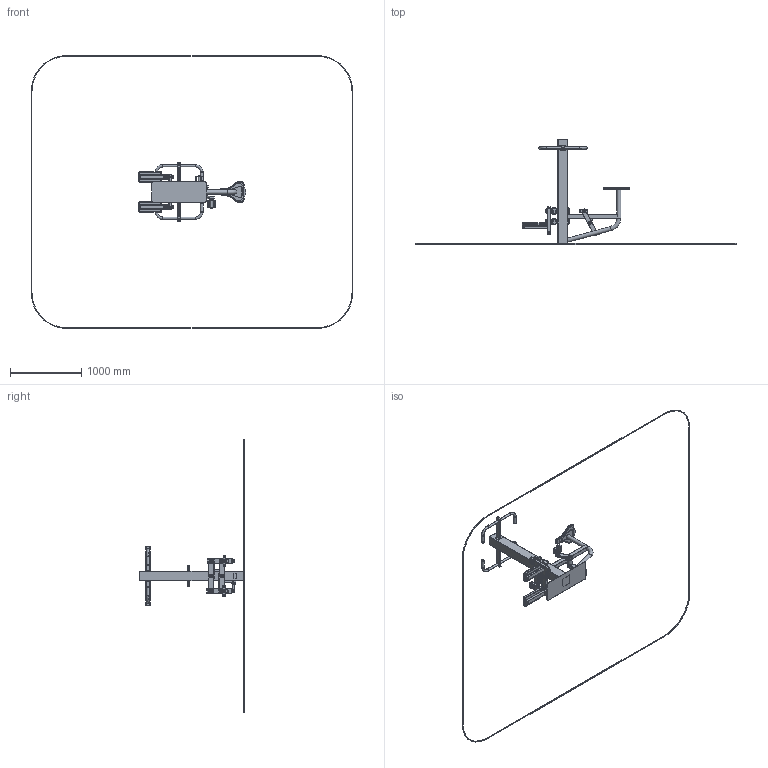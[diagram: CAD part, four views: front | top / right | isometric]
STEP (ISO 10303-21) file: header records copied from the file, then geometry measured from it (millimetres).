
FILE_DESCRIPTION(('STEP AP214'), '1');
FILE_NAME('óëè÷íûé òðåíàæåðíûé êîìïëåêñ', '', ('UNSPECIFIED'), ('UNSPECIFIED'), 'C3D Converter', 'C3D Toolkit', '');
FILE_SCHEMA(('AUTOMOTIVE_DESIGN { 1 0 10303 214 3 1 1}'));
Length unit declared in the file: millimetre
Products named in the file (79): УТ-26.14.00.00.00; УТ-18Н.1.14.01.00.00; УТ-18Н.1.14.01.01.00; УТ-26Н.1.14.01.01.11; УТ-19Н опора (2020); УТ-18Н.1.14.01.03.00; УТ-18Н.1.14.01.03.01; УТ-18Н.1.14.01.02.01; УТ-18Н.1.14.01.02.00; УТ-18Н.1.14.01.02.02; УТ-18Н.1.14.01.00.01; УТ-08.1.14.00.01.02; УТ-18Н.1.14.02.00.00; УТ-14Н.1.14.01.01.03; УТ-14.1.14.01.01.05-01; ММГН-202.01.03; УТ-10.1.14.00.02.02; УТС-03.04.02.00; УТС-03.04.02.03; КР-103.00.03.01; УТС-03.04.02.04; УТС-03.04.02.02; УТ-14.1.14.01.01.06; УТ-14.1.14.01.01.02; УТС-03.04.01.00; УТС-03.04.01.02; УТС-03.04.01.03; УТС-03.04.01.01; ТС-03.00.00.04; УТ-18Н.1.14.04.00.00; УТ-18Н.1.14.04.01.00; УТ-18Н.1.14.04.01.01; УТ-18Н.1.14.04.01.02; УТ-18Н.1.14.04.01.03; УТ-18Н.1.14.04.00.01; НФ-00002195; НФ-00002187; УТ-02.1.14.00.00.01; УТ-18Н.1.14.03.00.00; УТ-18Н.1.14.03.01.00 ...
Assembly tree (133 placements, depth 7):
  УТ-26.14.00.00.00
    УТ-18Н.1.14.01.00.00
      УТ-18Н.1.14.01.01.00
        УТ-26Н.1.14.01.01.11
        УТ-19Н опора (2020)
      УТ-18Н.1.14.01.03.00  x2
        УТ-18Н.1.14.01.03.01
        УТ-18Н.1.14.01.02.01
      УТ-18Н.1.14.01.02.00  x2
        УТ-18Н.1.14.01.02.01
        УТ-18Н.1.14.01.02.02
      УТ-18Н.1.14.01.00.01  x2
      УТ-08.1.14.00.01.02
    УТ-18Н.1.14.02.00.00
      УТ-18Н.1.14.01.02.00
        УТ-18Н.1.14.01.02.00
          УТ-14Н.1.14.01.01.03
          УТ-14.1.14.01.01.05-01
          (unnamed)
            ММГН-202.01.03
            УТ-10.1.14.00.02.02
            УТС-03.04.02.00  x2
              УТС-03.04.02.03
              КР-103.00.03.01
              (unnamed)
              УТС-03.04.02.04
              УТС-03.04.02.02
          УТ-14.1.14.01.01.06
          УТ-14.1.14.01.01.02  x2
        (unnamed)
        УТС-03.04.01.00  x2
          УТС-03.04.01.02
          УТС-03.04.01.03
          УТС-03.04.01.01
          (unnamed)
            (unnamed)
            (unnamed)
            (unnamed)  x10
            (unnamed)
            (unnamed)
          (unnamed)
            (unnamed)
            (unnamed)
            (unnamed)  x9
            (unnamed)
            (unnamed)
          (unnamed)
        ТС-03.00.00.04  x2
    УТ-18Н.1.14.04.00.00  x2
      УТ-18Н.1.14.04.01.00
        УТ-18Н.1.14.04.01.01
        УТ-18Н.1.14.04.01.02
        (unnamed)
        УТ-18Н.1.14.04.01.03
      УТ-18Н.1.14.01.02.00
        УТ-18Н.1.14.01.02.01
        УТ-18Н.1.14.01.02.02
      УТ-18Н.1.14.01.03.00
        УТ-18Н.1.14.01.03.01
        УТ-18Н.1.14.01.02.01
Bounding box: 4509.16 x 1472 x 3826 mm (x, y, z)
Volume: 18294197.9 mm3; surface area: 7185731.4 mm2
Topology: 160 solids, 172 shells, 3806 faces, 8823 edges, 5433 vertices
Faces by surface type: plane 1832, cylinder 1553, torus 222, cone 143, sphere 38, bspline 18
Full cylindrical faces by diameter (mm): 6 x2, 6.5 x2, 6.647 x2, 6.917 x8, 8 x11, 8.376 x2, 10 x6, 12 x4, 12.5 x6, 15 x4, 15.2 x4, 16.32 x4, 19.5 x4, 20 x16, 23.68 x4, 24 x3, 24.4 x4, 24.8 x2, 25.3 x4, 25.94 x4, 28 x12, 28.2 x2, 29 x2, 30 x14, 32 x10, 32.25 x4, 34 x10, 35 x1, 35.1 x4, 36 x8
Entity records: 87699 total; most frequent: CARTESIAN_POINT 23180, ORIENTED_EDGE 9578, DIRECTION 9111, EDGE_CURVE 4789, LINE 3209, VECTOR 3209, VERTEX_POINT 3002, AXIS2_PLACEMENT_3D 2951
